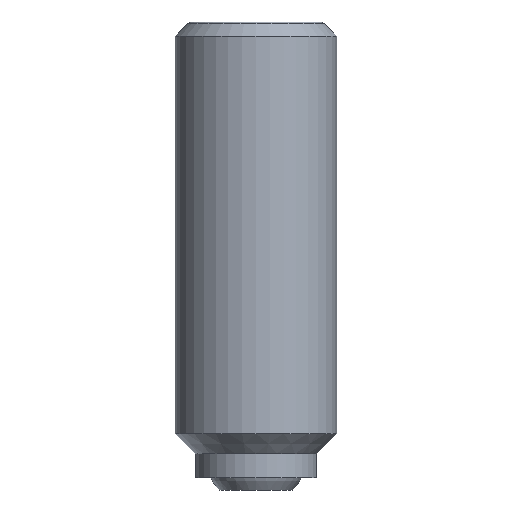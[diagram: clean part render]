
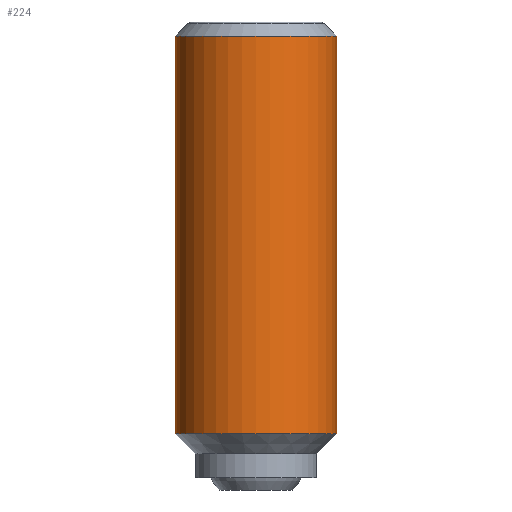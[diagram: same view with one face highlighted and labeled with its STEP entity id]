
A CAD part, front view. The second image highlights one B-rep face of the part: STEP entity #224.
In plain terms, the highlighted cylindrical face has radius 2 mm (diameter 4 mm), a partial arc.
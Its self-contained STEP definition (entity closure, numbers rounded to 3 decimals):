
#136=EDGE_CURVE('',#160,#190,#361,.T.);
#160=VERTEX_POINT('',#389);
#190=VERTEX_POINT('',#422);
#212=VERTEX_POINT('',#447);
#224=ADVANCED_FACE('',(#459),#460,.T.);
#250=EDGE_CURVE('',#212,#272,#488,.T.);
#272=VERTEX_POINT('',#514);
#284=EDGE_CURVE('',#212,#190,#527,.T.);
#294=EDGE_CURVE('',#272,#160,#538,.T.);
#361=LINE('',#603,#604);
#389=CARTESIAN_POINT('',(2.,0.,-0.35));
#422=CARTESIAN_POINT('',(2.,0.,-10.2));
#447=CARTESIAN_POINT('',(-2.,0.,-10.2));
#459=FACE_OUTER_BOUND('',#747,.T.);
#460=CYLINDRICAL_SURFACE('',#748,2.);
#488=LINE('',#804,#805);
#514=CARTESIAN_POINT('',(-2.,0.,-0.35));
#527=CIRCLE('',#862,2.);
#538=CIRCLE('',#884,2.);
#603=CARTESIAN_POINT('',(2.,0.,-5.275));
#604=VECTOR('',#956,1.0);
#747=EDGE_LOOP('',(#1077,#1078,#1079,#1080));
#748=AXIS2_PLACEMENT_3D('',#1081,#1082,#1083);
#804=CARTESIAN_POINT('',(-2.,0.,-5.275));
#805=VECTOR('',#1106,1.0);
#862=AXIS2_PLACEMENT_3D('',#1153,#1154,#1155);
#884=AXIS2_PLACEMENT_3D('',#1162,#1163,#1164);
#956=DIRECTION('',(-0.0,-0.0,-1.0));
#1077=ORIENTED_EDGE('',*,*,#250,.F.);
#1078=ORIENTED_EDGE('',*,*,#284,.T.);
#1079=ORIENTED_EDGE('',*,*,#136,.F.);
#1080=ORIENTED_EDGE('',*,*,#294,.F.);
#1081=CARTESIAN_POINT('',(0.,0.,-5.275));
#1082=DIRECTION('',(-0.0,-0.0,-1.0));
#1083=DIRECTION('',(-1.0,0.,0.0));
#1106=DIRECTION('',(0.0,0.0,1.0));
#1153=CARTESIAN_POINT('',(0.,0.,-10.2));
#1154=DIRECTION('',(0.0,0.0,1.0));
#1155=DIRECTION('',(-1.0,0.,0.0));
#1162=CARTESIAN_POINT('',(0.,0.,-0.35));
#1163=DIRECTION('',(0.0,0.0,1.0));
#1164=DIRECTION('',(-1.0,0.,0.0));
